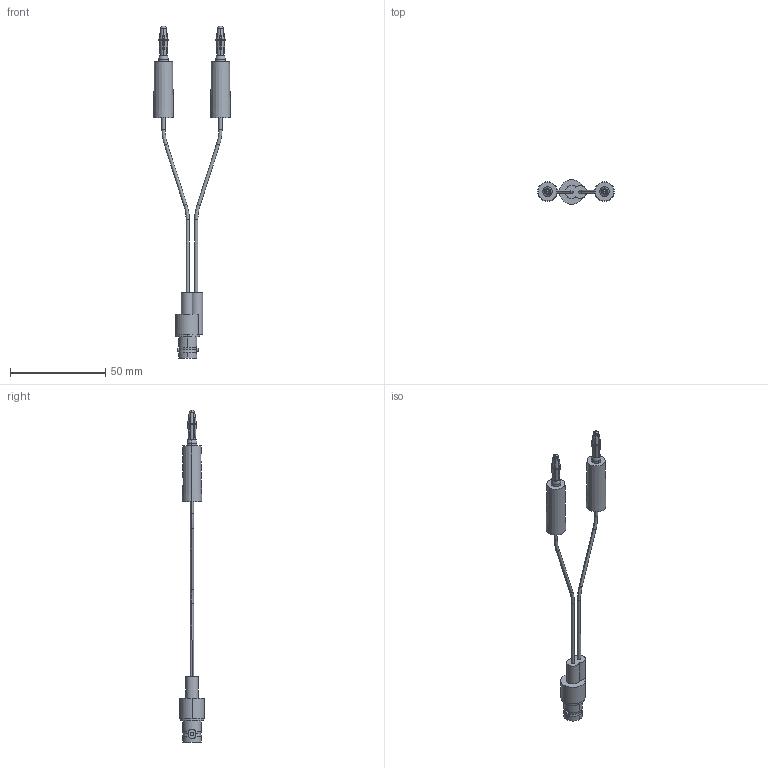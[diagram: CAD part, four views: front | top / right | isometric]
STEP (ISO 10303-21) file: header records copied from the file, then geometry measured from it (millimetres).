
FILE_DESCRIPTION (( 'STEP AP214' ), '1' );
FILE_NAME ('BC60_3D.step', '2023-07-14T14:04:30', ( '' ), ( '' ), 'SwSTEP 2.0', 'SolidWorks 2022', '' );
FILE_SCHEMA (( 'AUTOMOTIVE_DESIGN' ));
Length unit declared in the file: inch
Products named in the file (8): MTN-1151; BC30-MA3; 1AA13-235; BC60_3D; 1AB05-124-MA2_默认; 1AB05-124-MA1; 1AB05-124
Assembly tree (9 placements, depth 4):
  BC60_3D
    BC30-MA3  x2
    MTN-1151
      1AB05-124
        1AB05-124-MA1
        1AB05-124-MA2_默认
      MTN-1151
    1AA13-235  x2
Bounding box: 40.15 x 12.83 x 173.9 mm (x, y, z)
Volume: 7589.3 mm3; surface area: 7301.6 mm2
Topology: 7 solids, 9 shells, 376 faces, 926 edges, 571 vertices
Faces by surface type: bspline 114, cylinder 104, plane 100, cone 28, torus 22, sphere 8
Entity records: 15905 total; most frequent: CARTESIAN_POINT 9679, ORIENTED_EDGE 1352, DIRECTION 1018, EDGE_CURVE 676, VERTEX_POINT 425, AXIS2_PLACEMENT_3D 415, EDGE_LOOP 295, ADVANCED_FACE 273
